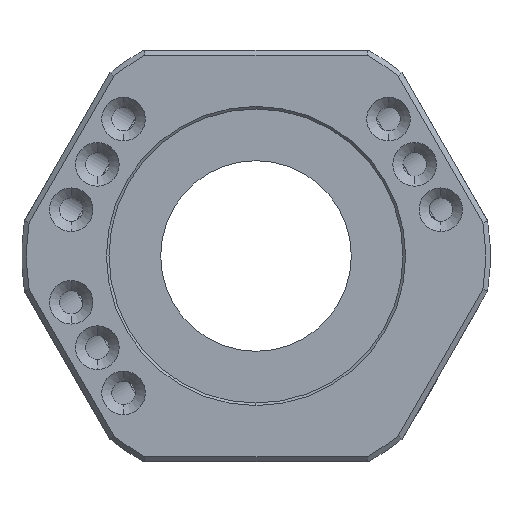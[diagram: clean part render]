
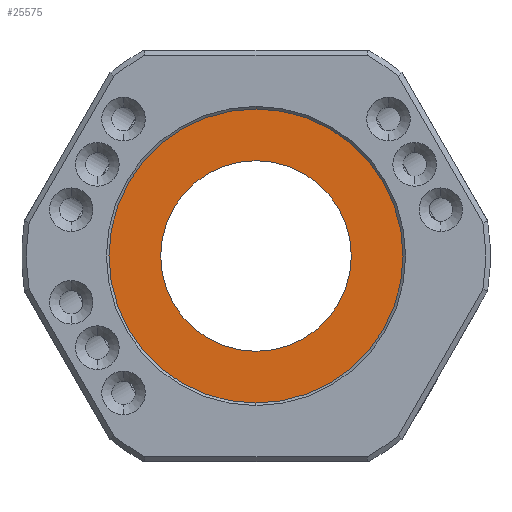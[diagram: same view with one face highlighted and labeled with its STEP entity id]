
A CAD part, front view. The second image highlights one B-rep face of the part: STEP entity #25575.
In plain terms, the highlighted face is planar.
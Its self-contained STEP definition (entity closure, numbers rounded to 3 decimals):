
#1321 = CIRCLE ( 'NONE', #10452, 38.25 ) ;
#2797 = FACE_BOUND ( 'NONE', #11639, .T. ) ;
#2976 = EDGE_LOOP ( 'NONE', ( #10088, #31086 ) ) ;
#4342 = CARTESIAN_POINT ( 'NONE',  ( 0., 11.6, 38.25 ) ) ;
#7762 = DIRECTION ( 'NONE',  ( 0., 0., 1. ) ) ;
#7975 = EDGE_CURVE ( 'NONE', #30748, #16278, #20418, .T. ) ;
#8344 = DIRECTION ( 'NONE',  ( 0., 0., 1. ) ) ;
#8823 = CARTESIAN_POINT ( 'NONE',  ( 0., 11.6, -59. ) ) ;
#10088 = ORIENTED_EDGE ( 'NONE', *, *, #26457, .T. ) ;
#10452 = AXIS2_PLACEMENT_3D ( 'NONE', #20376, #31601, #28678 ) ;
#11611 = ORIENTED_EDGE ( 'NONE', *, *, #7975, .T. ) ;
#11639 = EDGE_LOOP ( 'NONE', ( #23253, #11611 ) ) ;
#12671 = VERTEX_POINT ( 'NONE', #8823 ) ;
#14593 = AXIS2_PLACEMENT_3D ( 'NONE', #27089, #16009, #18809 ) ;
#16009 = DIRECTION ( 'NONE',  ( 0., 1., 0. ) ) ;
#16278 = VERTEX_POINT ( 'NONE', #31189 ) ;
#17604 = FACE_OUTER_BOUND ( 'NONE', #2976, .T. ) ;
#18349 = DIRECTION ( 'NONE',  ( 0., 1., 0. ) ) ;
#18702 = DIRECTION ( 'NONE',  ( 0., 1., 0. ) ) ;
#18809 = DIRECTION ( 'NONE',  ( 0., 0., 1. ) ) ;
#20274 = CIRCLE ( 'NONE', #14593, 59. ) ;
#20376 = CARTESIAN_POINT ( 'NONE',  ( 0., 11.6, 0. ) ) ;
#20418 = CIRCLE ( 'NONE', #28374, 38.25 ) ;
#23253 = ORIENTED_EDGE ( 'NONE', *, *, #24369, .T. ) ;
#24299 = DIRECTION ( 'NONE',  ( 0., -1., 0. ) ) ;
#24369 = EDGE_CURVE ( 'NONE', #16278, #30748, #1321, .T. ) ;
#25152 = AXIS2_PLACEMENT_3D ( 'NONE', #29787, #18702, #8344 ) ;
#25575 = ADVANCED_FACE ( 'NONE', ( #17604, #2797 ), #32608, .T. ) ;
#26457 = EDGE_CURVE ( 'NONE', #12671, #34864, #29311, .T. ) ;
#27089 = CARTESIAN_POINT ( 'NONE',  ( 0., 11.6, 0. ) ) ;
#27225 = DIRECTION ( 'NONE',  ( 0., 0., 1. ) ) ;
#28374 = AXIS2_PLACEMENT_3D ( 'NONE', #32738, #24299, #7762 ) ;
#28678 = DIRECTION ( 'NONE',  ( 0., 0., 1. ) ) ;
#28813 = CARTESIAN_POINT ( 'NONE',  ( 0., 11.6, 59. ) ) ;
#29311 = CIRCLE ( 'NONE', #25152, 59. ) ;
#29787 = CARTESIAN_POINT ( 'NONE',  ( 0., 11.6, 0. ) ) ;
#29789 = CARTESIAN_POINT ( 'NONE',  ( 0., 11.6, 0. ) ) ;
#29807 = AXIS2_PLACEMENT_3D ( 'NONE', #29789, #18349, #27225 ) ;
#30748 = VERTEX_POINT ( 'NONE', #4342 ) ;
#31086 = ORIENTED_EDGE ( 'NONE', *, *, #33482, .T. ) ;
#31189 = CARTESIAN_POINT ( 'NONE',  ( 0., 11.6, -38.25 ) ) ;
#31601 = DIRECTION ( 'NONE',  ( 0., -1., 0. ) ) ;
#32608 = PLANE ( 'NONE',  #29807 ) ;
#32738 = CARTESIAN_POINT ( 'NONE',  ( 0., 11.6, 0. ) ) ;
#33482 = EDGE_CURVE ( 'NONE', #34864, #12671, #20274, .T. ) ;
#34864 = VERTEX_POINT ( 'NONE', #28813 ) ;
